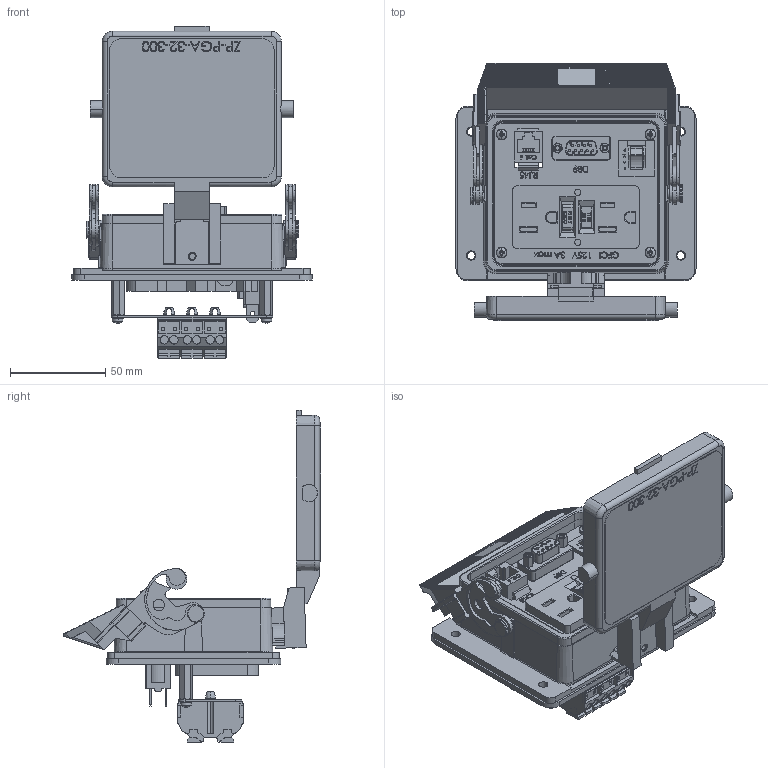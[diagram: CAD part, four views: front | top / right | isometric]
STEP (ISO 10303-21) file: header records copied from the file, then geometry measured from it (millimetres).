
FILE_DESCRIPTION (( 'STEP AP214' ), '1' );
FILE_NAME ('ZP-PGA-32-300.step', '2018-09-05T17:15:51', ( '' ), ( '' ), 'SwSTEP 2.0', 'SolidWorks 2017', '' );
FILE_SCHEMA (( 'AUTOMOTIVE_DESIGN' ));
Length unit declared in the file: inch
Products named in the file (1): ZP-PGA-32-300
Bounding box: 125.98 x 134.96 x 174.16 mm (x, y, z)
Volume: 273096.6 mm3; surface area: 128050.6 mm2
Topology: 1 solids, 22 shells, 3854 faces, 10305 edges, 6725 vertices
Faces by surface type: plane 2465, cylinder 714, bspline 502, torus 85, cone 76, sphere 12
Entity records: 176862 total; most frequent: CARTESIAN_POINT 50743, ORIENTED_EDGE 20594, DIRECTION 17562, EDGE_CURVE 10297, LINE 7158, VECTOR 7158, VERTEX_POINT 6725, AXIS2_PLACEMENT_3D 5202
